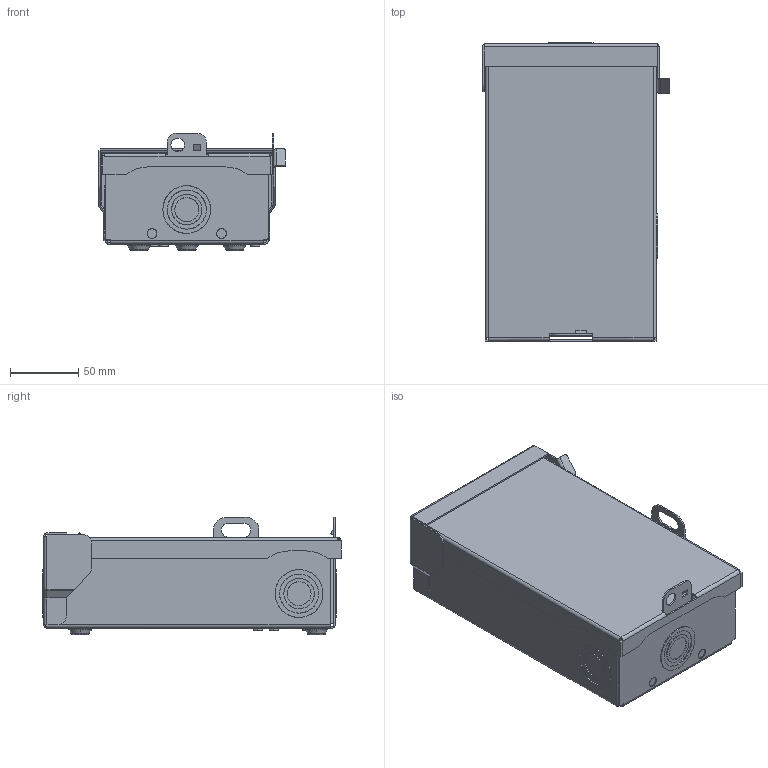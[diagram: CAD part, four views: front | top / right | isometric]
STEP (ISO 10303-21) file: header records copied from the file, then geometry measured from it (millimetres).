
FILE_DESCRIPTION((''),'2;1');
FILE_NAME('R500591_ASM','2019-01-23T',('z003r3za'),('SIEMENS'),'PRO/ENGINEER BY PARAMETRIC TECHNOLOGY CORPORATION, 2017170','PRO/ENGINEER BY PARAMETRIC TECHNOLOGY CORPORATION, 2017170','');
FILE_SCHEMA(('CONFIG_CONTROL_DESIGN'));
Length unit declared in the file: inch
Products named in the file (11): R500591_SKEL; R500610A; R500611B; 410399; CMC_NA3_070; SE01103; 410367_ASM; R500584_BODY; R500584_SCREW; R500584_ASM; R500591_ASM
Assembly tree (18 placements, depth 3):
  R500591_ASM
    R500591_SKEL
    R500610A
    R500611B
    410399  x6
    410367_ASM
      CMC_NA3_070
      SE01103  x2
    R500584_ASM
      R500584_BODY
      R500584_SCREW  x3
Bounding box: 136.68 x 217.96 x 85.62 mm (x, y, z)
Volume: 140537.2 mm3; surface area: 235677.2 mm2
Topology: 15 solids, 21 shells, 991 faces, 2450 edges, 1539 vertices
Faces by surface type: plane 486, cylinder 335, bspline 74, torus 48, cone 28, sphere 20
Entity records: 30659 total; most frequent: CARTESIAN_POINT 13659, DIRECTION 3478, ORIENTED_EDGE 3422, EDGE_CURVE 1714, AXIS2_PLACEMENT_3D 1258, VERTEX_POINT 1054, VECTOR 962, LINE 962
